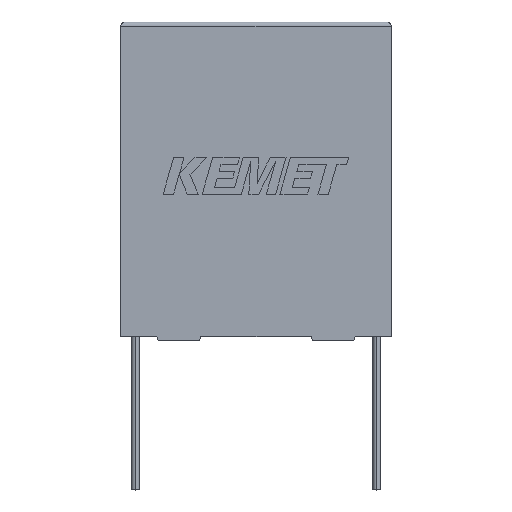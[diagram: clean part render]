
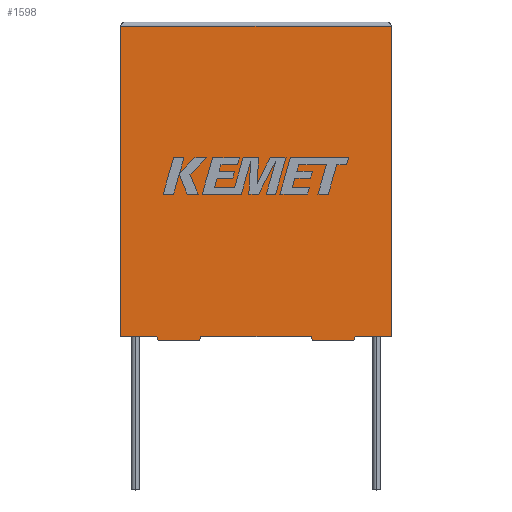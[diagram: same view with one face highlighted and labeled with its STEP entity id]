
A CAD part, top view. The second image highlights one B-rep face of the part: STEP entity #1598.
In plain terms, the highlighted planar face has unit normal (0, 0, 1).
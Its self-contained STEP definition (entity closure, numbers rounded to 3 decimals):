
#72 = VERTEX_POINT ( 'NONE', #2008 ) ;
#127 = CARTESIAN_POINT ( 'NONE',  ( 0., 35.3, 21.3 ) ) ;
#144 = VERTEX_POINT ( 'NONE', #1829 ) ;
#163 = DIRECTION ( 'NONE',  ( -1., 0., 0. ) ) ;
#181 = ORIENTED_EDGE ( 'NONE', *, *, #1822, .F. ) ;
#231 = ORIENTED_EDGE ( 'NONE', *, *, #3200, .T. ) ;
#239 = CARTESIAN_POINT ( 'NONE',  ( 4.264, -0.5, 21.3 ) ) ;
#254 = VECTOR ( 'NONE', #448, 1000. ) ;
#261 = VERTEX_POINT ( 'NONE', #1609 ) ;
#262 = VECTOR ( 'NONE', #906, 1000. ) ;
#263 = ORIENTED_EDGE ( 'NONE', *, *, #481, .T. ) ;
#275 = EDGE_CURVE ( 'NONE', #2127, #750, #2704, .T. ) ;
#336 = VECTOR ( 'NONE', #604, 1000. ) ;
#448 = DIRECTION ( 'NONE',  ( 0., -1., 0. ) ) ;
#470 = VERTEX_POINT ( 'NONE', #2144 ) ;
#481 = EDGE_CURVE ( 'NONE', #750, #908, #621, .T. ) ;
#516 = FACE_OUTER_BOUND ( 'NONE', #2517, .T. ) ;
#530 = CARTESIAN_POINT ( 'NONE',  ( 26.686, 0., 21.3 ) ) ;
#539 = VECTOR ( 'NONE', #1158, 1000. ) ;
#604 = DIRECTION ( 'NONE',  ( 1., 0., 0. ) ) ;
#621 = LINE ( 'NONE', #2926, #1808 ) ;
#622 = LINE ( 'NONE', #2185, #336 ) ;
#629 = VECTOR ( 'NONE', #2559, 1000. ) ;
#635 = EDGE_CURVE ( 'NONE', #261, #72, #2188, .T. ) ;
#668 = CARTESIAN_POINT ( 'NONE',  ( 26.536, -0.5, 21.3 ) ) ;
#711 = DIRECTION ( 'NONE',  ( 0., 1., 0. ) ) ;
#716 = DIRECTION ( 'NONE',  ( -1., 0., 0. ) ) ;
#743 = DIRECTION ( 'NONE',  ( 1., 0., 0. ) ) ;
#750 = VERTEX_POINT ( 'NONE', #811 ) ;
#787 = ORIENTED_EDGE ( 'NONE', *, *, #2753, .F. ) ;
#811 = CARTESIAN_POINT ( 'NONE',  ( 30.8, 0., 21.3 ) ) ;
#854 = LINE ( 'NONE', #1107, #629 ) ;
#868 = VERTEX_POINT ( 'NONE', #2318 ) ;
#884 = VERTEX_POINT ( 'NONE', #1816 ) ;
#902 = ORIENTED_EDGE ( 'NONE', *, *, #1995, .T. ) ;
#906 = DIRECTION ( 'NONE',  ( 0.287, 0.958, 0. ) ) ;
#908 = VERTEX_POINT ( 'NONE', #2300 ) ;
#930 = LINE ( 'NONE', #2099, #254 ) ;
#944 = LINE ( 'NONE', #239, #2836 ) ;
#947 = LINE ( 'NONE', #1223, #1133 ) ;
#1107 = CARTESIAN_POINT ( 'NONE',  ( 21.824, -0.5, 21.3 ) ) ;
#1133 = VECTOR ( 'NONE', #1433, 1000. ) ;
#1158 = DIRECTION ( 'NONE',  ( 1., 0., 0. ) ) ;
#1181 = CARTESIAN_POINT ( 'NONE',  ( 26.536, -0.5, 21.3 ) ) ;
#1218 = ORIENTED_EDGE ( 'NONE', *, *, #3014, .T. ) ;
#1223 = CARTESIAN_POINT ( 'NONE',  ( 26.686, 0., 21.3 ) ) ;
#1303 = CARTESIAN_POINT ( 'NONE',  ( 8.976, -0.5, 21.3 ) ) ;
#1341 = ORIENTED_EDGE ( 'NONE', *, *, #635, .T. ) ;
#1391 = LINE ( 'NONE', #127, #1666 ) ;
#1400 = ORIENTED_EDGE ( 'NONE', *, *, #2350, .T. ) ;
#1418 = VECTOR ( 'NONE', #163, 1000. ) ;
#1429 = VERTEX_POINT ( 'NONE', #668 ) ;
#1433 = DIRECTION ( 'NONE',  ( -0.287, -0.958, 0. ) ) ;
#1457 = CARTESIAN_POINT ( 'NONE',  ( 0., 0., 21.3 ) ) ;
#1530 = VECTOR ( 'NONE', #743, 1000. ) ;
#1598 = ADVANCED_FACE ( 'NONE', ( #516 ), #2667, .F. ) ;
#1609 = CARTESIAN_POINT ( 'NONE',  ( 9.126, 0., 21.3 ) ) ;
#1666 = VECTOR ( 'NONE', #1883, 1000. ) ;
#1766 = ORIENTED_EDGE ( 'NONE', *, *, #275, .T. ) ;
#1808 = VECTOR ( 'NONE', #711, 1000. ) ;
#1816 = CARTESIAN_POINT ( 'NONE',  ( 4.114, 0., 21.3 ) ) ;
#1818 = LINE ( 'NONE', #1894, #262 ) ;
#1822 = EDGE_CURVE ( 'NONE', #2127, #1429, #947, .T. ) ;
#1829 = CARTESIAN_POINT ( 'NONE',  ( 4.264, -0.5, 21.3 ) ) ;
#1883 = DIRECTION ( 'NONE',  ( -1., 0., 0. ) ) ;
#1894 = CARTESIAN_POINT ( 'NONE',  ( 8.976, -0.5, 21.3 ) ) ;
#1923 = AXIS2_PLACEMENT_3D ( 'NONE', #1457, #2931, #716 ) ;
#1990 = CARTESIAN_POINT ( 'NONE',  ( 21.824, -0.5, 21.3 ) ) ;
#1995 = EDGE_CURVE ( 'NONE', #144, #2727, #944, .T. ) ;
#1997 = VECTOR ( 'NONE', #2883, 1000. ) ;
#2008 = CARTESIAN_POINT ( 'NONE',  ( 21.674, 0., 21.3 ) ) ;
#2099 = CARTESIAN_POINT ( 'NONE',  ( 0., 0., 21.3 ) ) ;
#2107 = LINE ( 'NONE', #2108, #1997 ) ;
#2108 = CARTESIAN_POINT ( 'NONE',  ( 4.114, 0., 21.3 ) ) ;
#2127 = VERTEX_POINT ( 'NONE', #530 ) ;
#2144 = CARTESIAN_POINT ( 'NONE',  ( 0., 35.3, 21.3 ) ) ;
#2185 = CARTESIAN_POINT ( 'NONE',  ( 0., 0., 21.3 ) ) ;
#2188 = LINE ( 'NONE', #2198, #1530 ) ;
#2195 = DIRECTION ( 'NONE',  ( 1., 0., 0. ) ) ;
#2198 = CARTESIAN_POINT ( 'NONE',  ( 0., 0., 21.3 ) ) ;
#2253 = ORIENTED_EDGE ( 'NONE', *, *, #3066, .F. ) ;
#2291 = CARTESIAN_POINT ( 'NONE',  ( 0., 0., 21.3 ) ) ;
#2300 = CARTESIAN_POINT ( 'NONE',  ( 30.8, 35.3, 21.3 ) ) ;
#2318 = CARTESIAN_POINT ( 'NONE',  ( 0., 0., 21.3 ) ) ;
#2350 = EDGE_CURVE ( 'NONE', #908, #470, #1391, .T. ) ;
#2375 = EDGE_CURVE ( 'NONE', #2727, #261, #1818, .T. ) ;
#2517 = EDGE_LOOP ( 'NONE', ( #263, #1400, #1218, #3007, #231, #902, #2605, #1341, #787, #2253, #181, #1766 ) ) ;
#2559 = DIRECTION ( 'NONE',  ( -0.287, 0.958, 0. ) ) ;
#2563 = VERTEX_POINT ( 'NONE', #1990 ) ;
#2605 = ORIENTED_EDGE ( 'NONE', *, *, #2375, .T. ) ;
#2660 = LINE ( 'NONE', #1181, #1418 ) ;
#2667 = PLANE ( 'NONE',  #1923 ) ;
#2704 = LINE ( 'NONE', #2291, #539 ) ;
#2727 = VERTEX_POINT ( 'NONE', #1303 ) ;
#2753 = EDGE_CURVE ( 'NONE', #2563, #72, #854, .T. ) ;
#2836 = VECTOR ( 'NONE', #2195, 1000. ) ;
#2883 = DIRECTION ( 'NONE',  ( 0.287, -0.958, 0. ) ) ;
#2926 = CARTESIAN_POINT ( 'NONE',  ( 30.8, 0., 21.3 ) ) ;
#2931 = DIRECTION ( 'NONE',  ( 0., 0., -1. ) ) ;
#3007 = ORIENTED_EDGE ( 'NONE', *, *, #3132, .T. ) ;
#3014 = EDGE_CURVE ( 'NONE', #470, #868, #930, .T. ) ;
#3066 = EDGE_CURVE ( 'NONE', #1429, #2563, #2660, .T. ) ;
#3132 = EDGE_CURVE ( 'NONE', #868, #884, #622, .T. ) ;
#3200 = EDGE_CURVE ( 'NONE', #884, #144, #2107, .T. ) ;
